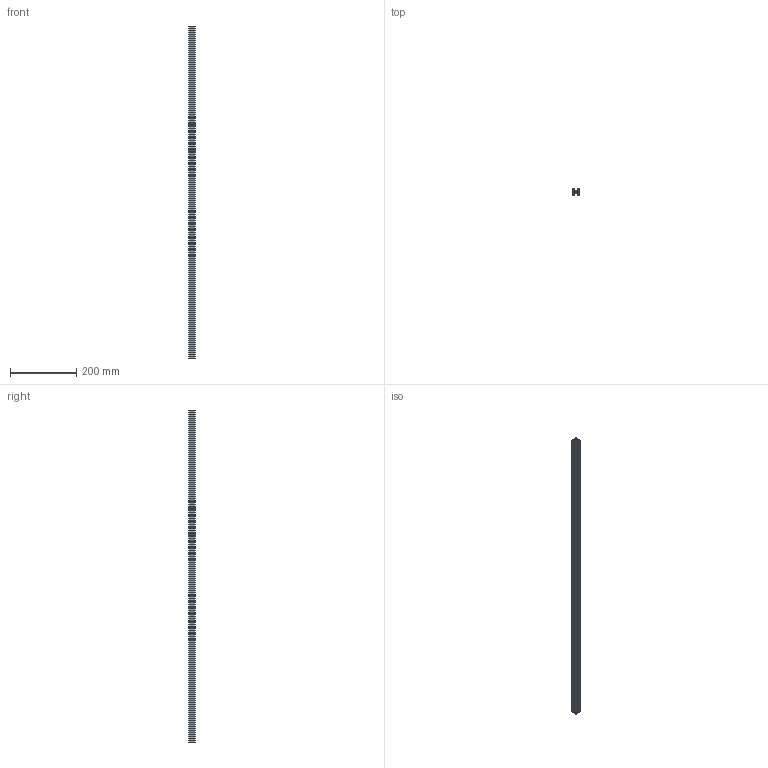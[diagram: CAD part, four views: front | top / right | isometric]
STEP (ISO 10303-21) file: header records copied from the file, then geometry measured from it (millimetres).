
FILE_DESCRIPTION (( 'STEP AP214' ), '1' );
FILE_NAME ('222L Êîíñòðóêöèîííûé ïðîôèëü 20õ20L.STEP', '2019-04-03T12:21:48', ( 'Ïîëüçîâàòåëü Windows' ), ( '' ), 'SwSTEP 2.0', 'SolidWorks 2018', '' );
FILE_SCHEMA (( 'AUTOMOTIVE_DESIGN' ));
Length unit declared in the file: millimetre
Products named in the file (1): 222L Êîíñòðóêöèîííûé ïðîôèëü 20õ20L
Bounding box: 20 x 20 x 1000 mm (x, y, z)
Volume: 121650.7 mm3; surface area: 220700.6 mm2
Topology: 1 solids, 1 shells, 214 faces, 636 edges, 424 vertices
Faces by surface type: cylinder 108, plane 106
Entity records: 7290 total; most frequent: DIRECTION 1282, CARTESIAN_POINT 1275, ORIENTED_EDGE 1272, EDGE_CURVE 636, AXIS2_PLACEMENT_3D 431, VERTEX_POINT 424, VECTOR 420, LINE 420
